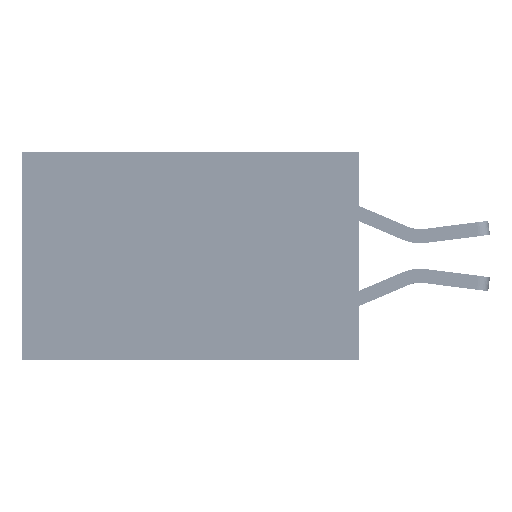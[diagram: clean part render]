
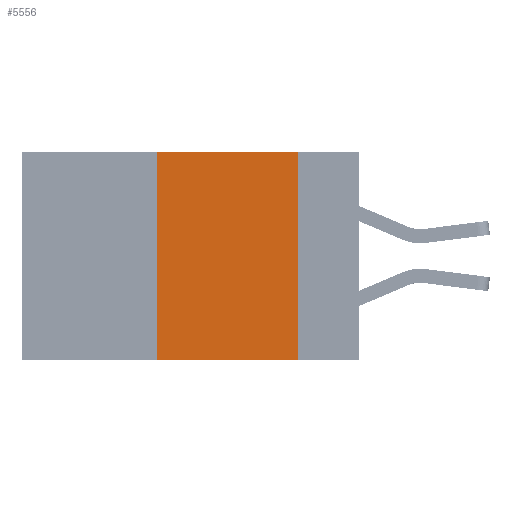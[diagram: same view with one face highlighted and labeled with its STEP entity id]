
A CAD part, left-side view. The second image highlights one B-rep face of the part: STEP entity #5556.
In plain terms, the highlighted planar face has unit normal (-1, 0, 0).
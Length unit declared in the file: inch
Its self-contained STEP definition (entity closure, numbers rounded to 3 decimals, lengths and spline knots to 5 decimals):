
#1603 = VERTEX_POINT ( 'NONE', #27531 ) ;
#1743 = DIRECTION ( 'NONE',  ( 0., 0., -1. ) ) ;
#1816 = VECTOR ( 'NONE', #33520, 39.37008 ) ;
#2611 = VERTEX_POINT ( 'NONE', #23469 ) ;
#4344 = ORIENTED_EDGE ( 'NONE', *, *, #20734, .F. ) ;
#5556 = ADVANCED_FACE ( 'NONE', ( #24209 ), #24817, .F. ) ;
#6924 = EDGE_CURVE ( 'NONE', #17249, #2611, #20473, .T. ) ;
#10323 = CARTESIAN_POINT ( 'NONE',  ( 0., 0.6, 0. ) ) ;
#10414 = EDGE_LOOP ( 'NONE', ( #30509, #4344, #31812, #18295 ) ) ;
#10586 = CARTESIAN_POINT ( 'NONE',  ( 0., 0.6, 0. ) ) ;
#12100 = CARTESIAN_POINT ( 'NONE',  ( 0., 0.11, 0. ) ) ;
#16851 = LINE ( 'NONE', #31815, #27207 ) ;
#17249 = VERTEX_POINT ( 'NONE', #21342 ) ;
#18295 = ORIENTED_EDGE ( 'NONE', *, *, #35757, .T. ) ;
#19429 = AXIS2_PLACEMENT_3D ( 'NONE', #10586, #30352, #1743 ) ;
#20473 = LINE ( 'NONE', #12100, #24083 ) ;
#20579 = VERTEX_POINT ( 'NONE', #20786 ) ;
#20734 = EDGE_CURVE ( 'NONE', #1603, #17249, #21653, .T. ) ;
#20786 = CARTESIAN_POINT ( 'NONE',  ( 0., 0.36, -0.37 ) ) ;
#21342 = CARTESIAN_POINT ( 'NONE',  ( 0., 0.11, 0. ) ) ;
#21653 = LINE ( 'NONE', #10323, #1816 ) ;
#22876 = DIRECTION ( 'NONE',  ( 0., 0., 1. ) ) ;
#23051 = CARTESIAN_POINT ( 'NONE',  ( 0., 0.6, -0.37 ) ) ;
#23469 = CARTESIAN_POINT ( 'NONE',  ( 0., 0.11, -0.37 ) ) ;
#24083 = VECTOR ( 'NONE', #34831, 39.37008 ) ;
#24209 = FACE_OUTER_BOUND ( 'NONE', #10414, .T. ) ;
#24817 = PLANE ( 'NONE',  #19429 ) ;
#26773 = VECTOR ( 'NONE', #34421, 39.37008 ) ;
#27207 = VECTOR ( 'NONE', #22876, 39.37008 ) ;
#27531 = CARTESIAN_POINT ( 'NONE',  ( 0., 0.36, 0. ) ) ;
#29017 = LINE ( 'NONE', #23051, #26773 ) ;
#30352 = DIRECTION ( 'NONE',  ( 1., 0., 0. ) ) ;
#30509 = ORIENTED_EDGE ( 'NONE', *, *, #6924, .F. ) ;
#31812 = ORIENTED_EDGE ( 'NONE', *, *, #35371, .F. ) ;
#31815 = CARTESIAN_POINT ( 'NONE',  ( 0., 0.36, 0. ) ) ;
#33520 = DIRECTION ( 'NONE',  ( 0., -1., 0. ) ) ;
#34421 = DIRECTION ( 'NONE',  ( 0., -1., 0. ) ) ;
#34831 = DIRECTION ( 'NONE',  ( 0., 0., -1. ) ) ;
#35371 = EDGE_CURVE ( 'NONE', #20579, #1603, #16851, .T. ) ;
#35757 = EDGE_CURVE ( 'NONE', #20579, #2611, #29017, .T. ) ;
